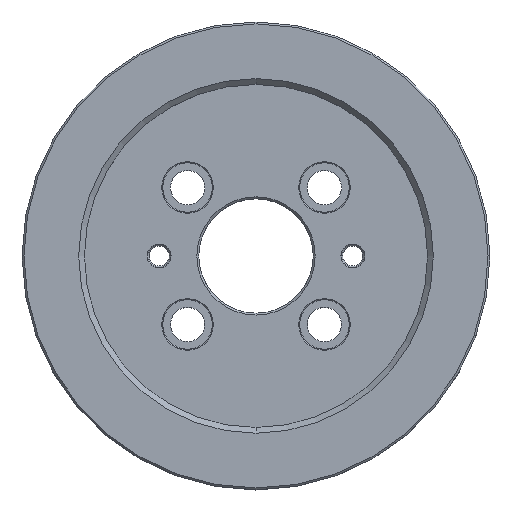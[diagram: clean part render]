
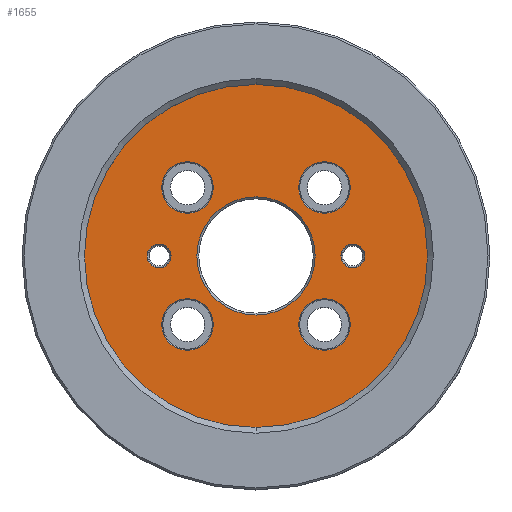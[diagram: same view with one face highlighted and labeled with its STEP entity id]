
A CAD part, top view. The second image highlights one B-rep face of the part: STEP entity #1655.
In plain terms, the highlighted planar face has unit normal (0, 0, 1).
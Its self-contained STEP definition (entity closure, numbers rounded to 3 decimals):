
#247=CARTESIAN_POINT('',(0.,0.,42.));
#248=DIRECTION('',(0.,0.,-1.));
#249=DIRECTION('',(0.,1.,0.));
#250=AXIS2_PLACEMENT_3D('',#247,#248,#249);
#252=CARTESIAN_POINT('',(0.,0.,
42.));
#253=DIRECTION('',(0.,0.,-1.));
#254=DIRECTION('',(0.,-1.,0.));
#255=AXIS2_PLACEMENT_3D('',#252,#253,#254);
#257=CARTESIAN_POINT('',(-35.921,35.921,42.));
#258=DIRECTION('',(0.,0.,-1.));
#259=DIRECTION('',(-1.,0.,0.));
#260=AXIS2_PLACEMENT_3D('',#257,#258,#259);
#262=CARTESIAN_POINT('',(-35.921,35.921,42.));
#263=DIRECTION('',(0.,0.,-1.));
#264=DIRECTION('',(1.,0.,0.));
#265=AXIS2_PLACEMENT_3D('',#262,#263,#264);
#267=CARTESIAN_POINT('',(-35.921,-35.921,42.));
#268=DIRECTION('',(0.,0.,-1.));
#269=DIRECTION('',(1.,0.,0.));
#270=AXIS2_PLACEMENT_3D('',#267,#268,#269);
#272=CARTESIAN_POINT('',(-35.921,-35.921,42.));
#273=DIRECTION('',(0.,0.,-1.));
#274=DIRECTION('',(-1.,0.,0.));
#275=AXIS2_PLACEMENT_3D('',#272,#273,#274);
#277=CARTESIAN_POINT('',(35.921,-35.921,42.));
#278=DIRECTION('',(0.,0.,-1.));
#279=DIRECTION('',(1.,0.,0.));
#280=AXIS2_PLACEMENT_3D('',#277,#278,#279);
#282=CARTESIAN_POINT('',(35.921,-35.921,42.));
#283=DIRECTION('',(0.,0.,-1.));
#284=DIRECTION('',(-1.,0.,0.));
#285=AXIS2_PLACEMENT_3D('',#282,#283,#284);
#287=CARTESIAN_POINT('',(35.921,35.921,42.));
#288=DIRECTION('',(0.,0.,-1.));
#289=DIRECTION('',(1.,0.,0.));
#290=AXIS2_PLACEMENT_3D('',#287,#288,#289);
#292=CARTESIAN_POINT('',(35.921,35.921,42.));
#293=DIRECTION('',(0.,0.,-1.));
#294=DIRECTION('',(-1.,0.,0.));
#295=AXIS2_PLACEMENT_3D('',#292,#293,#294);
#297=CARTESIAN_POINT('',(50.8,0.,42.));
#298=DIRECTION('',(0.,0.,1.));
#299=DIRECTION('',(-1.,0.,0.));
#300=AXIS2_PLACEMENT_3D('',#297,#298,#299);
#302=CARTESIAN_POINT('',(50.8,0.,42.));
#303=DIRECTION('',(0.,0.,1.));
#304=DIRECTION('',(1.,0.,0.));
#305=AXIS2_PLACEMENT_3D('',#302,#303,#304);
#307=CARTESIAN_POINT('',(-50.8,0.,42.));
#308=DIRECTION('',(0.,0.,1.));
#309=DIRECTION('',(1.,0.,0.));
#310=AXIS2_PLACEMENT_3D('',#307,#308,#309);
#312=CARTESIAN_POINT('',(-50.8,0.,42.));
#313=DIRECTION('',(0.,0.,1.));
#314=DIRECTION('',(-1.,0.,0.));
#315=AXIS2_PLACEMENT_3D('',#312,#313,#314);
#322=CARTESIAN_POINT('',(0.,0.,42.));
#323=DIRECTION('',(0.,0.,-1.));
#324=DIRECTION('',(0.,1.,0.));
#325=AXIS2_PLACEMENT_3D('',#322,#323,#324);
#815=CARTESIAN_POINT('',(0.,0.,42.));
#816=DIRECTION('',(0.,0.,1.));
#817=DIRECTION('',(0.,1.,0.));
#818=AXIS2_PLACEMENT_3D('',#815,#816,#817);
#1292=CARTESIAN_POINT('',(0.,90.,42.));
#1293=CARTESIAN_POINT('',(0.,-90.,42.));
#1294=VERTEX_POINT('',#1292);
#1295=VERTEX_POINT('',#1293);
#1304=CARTESIAN_POINT('',(0.,31.,42.));
#1305=CARTESIAN_POINT('',(0.,-31.,42.));
#1306=VERTEX_POINT('',#1304);
#1307=VERTEX_POINT('',#1305);
#1312=CARTESIAN_POINT('',(-49.421,35.921,42.));
#1313=CARTESIAN_POINT('',(-22.421,35.921,42.));
#1314=VERTEX_POINT('',#1312);
#1315=VERTEX_POINT('',#1313);
#1320=CARTESIAN_POINT('',(-22.421,-35.921,
42.));
#1321=CARTESIAN_POINT('',(-49.421,-35.921,
42.));
#1322=VERTEX_POINT('',#1320);
#1323=VERTEX_POINT('',#1321);
#1328=CARTESIAN_POINT('',(49.421,-35.921,42.));
#1329=CARTESIAN_POINT('',(22.421,-35.921,42.));
#1330=VERTEX_POINT('',#1328);
#1331=VERTEX_POINT('',#1329);
#1336=CARTESIAN_POINT('',(49.421,35.921,42.));
#1337=CARTESIAN_POINT('',(22.421,35.921,42.));
#1338=VERTEX_POINT('',#1336);
#1339=VERTEX_POINT('',#1337);
#1352=CARTESIAN_POINT('',(44.55,0.,42.));
#1353=CARTESIAN_POINT('',(57.05,0.,42.));
#1354=VERTEX_POINT('',#1352);
#1355=VERTEX_POINT('',#1353);
#1364=CARTESIAN_POINT('',(-44.55,0.,42.));
#1365=CARTESIAN_POINT('',(-57.05,0.,42.));
#1366=VERTEX_POINT('',#1364);
#1367=VERTEX_POINT('',#1365);
#1603=CARTESIAN_POINT('',(0.,0.,42.));
#1604=DIRECTION('',(0.,0.,-1.));
#1605=DIRECTION('',(0.,-1.,0.));
#1606=AXIS2_PLACEMENT_3D('',#1603,#1604,#1605);
#1607=PLANE('',#1606);
#1609=ORIENTED_EDGE('',*,*,#1608,.T.);
#1611=ORIENTED_EDGE('',*,*,#1610,.F.);
#1612=EDGE_LOOP('',(#1609,#1611));
#1613=FACE_OUTER_BOUND('',#1612,.F.);
#1615=ORIENTED_EDGE('',*,*,#1614,.F.);
#1616=ORIENTED_EDGE('',*,*,#1593,.F.);
#1617=EDGE_LOOP('',(#1615,#1616));
#1618=FACE_BOUND('',#1617,.F.);
#1620=ORIENTED_EDGE('',*,*,#1619,.F.);
#1622=ORIENTED_EDGE('',*,*,#1621,.F.);
#1623=EDGE_LOOP('',(#1620,#1622));
#1624=FACE_BOUND('',#1623,.F.);
#1626=ORIENTED_EDGE('',*,*,#1625,.F.);
#1628=ORIENTED_EDGE('',*,*,#1627,.F.);
#1629=EDGE_LOOP('',(#1626,#1628));
#1630=FACE_BOUND('',#1629,.F.);
#1632=ORIENTED_EDGE('',*,*,#1631,.F.);
#1634=ORIENTED_EDGE('',*,*,#1633,.F.);
#1635=EDGE_LOOP('',(#1632,#1634));
#1636=FACE_BOUND('',#1635,.F.);
#1638=ORIENTED_EDGE('',*,*,#1637,.F.);
#1640=ORIENTED_EDGE('',*,*,#1639,.F.);
#1641=EDGE_LOOP('',(#1638,#1640));
#1642=FACE_BOUND('',#1641,.F.);
#1644=ORIENTED_EDGE('',*,*,#1643,.T.);
#1646=ORIENTED_EDGE('',*,*,#1645,.T.);
#1647=EDGE_LOOP('',(#1644,#1646));
#1648=FACE_BOUND('',#1647,.F.);
#1650=ORIENTED_EDGE('',*,*,#1649,.T.);
#1652=ORIENTED_EDGE('',*,*,#1651,.T.);
#1653=EDGE_LOOP('',(#1650,#1652));
#1654=FACE_BOUND('',#1653,.F.);
#1655=ADVANCED_FACE('',(#1613,#1618,#1624,#1630,#1636,#1642,#1648,#1654),#1607,
.F.);
#251=CIRCLE('',#250,31.);
#256=CIRCLE('',#255,31.);
#261=CIRCLE('',#260,13.5);
#266=CIRCLE('',#265,13.5);
#271=CIRCLE('',#270,13.5);
#276=CIRCLE('',#275,13.5);
#281=CIRCLE('',#280,13.5);
#286=CIRCLE('',#285,13.5);
#291=CIRCLE('',#290,13.5);
#296=CIRCLE('',#295,13.5);
#301=CIRCLE('',#300,6.25);
#306=CIRCLE('',#305,6.25);
#311=CIRCLE('',#310,6.25);
#316=CIRCLE('',#315,6.25);
#326=CIRCLE('',#325,90.);
#819=CIRCLE('',#818,90.);
#1593=EDGE_CURVE('',#1307,#1306,#256,.T.);
#1608=EDGE_CURVE('',#1294,#1295,#326,.T.);
#1610=EDGE_CURVE('',#1294,#1295,#819,.T.);
#1614=EDGE_CURVE('',#1306,#1307,#251,.T.);
#1619=EDGE_CURVE('',#1314,#1315,#261,.T.);
#1621=EDGE_CURVE('',#1315,#1314,#266,.T.);
#1625=EDGE_CURVE('',#1322,#1323,#271,.T.);
#1627=EDGE_CURVE('',#1323,#1322,#276,.T.);
#1631=EDGE_CURVE('',#1330,#1331,#281,.T.);
#1633=EDGE_CURVE('',#1331,#1330,#286,.T.);
#1637=EDGE_CURVE('',#1338,#1339,#291,.T.);
#1639=EDGE_CURVE('',#1339,#1338,#296,.T.);
#1643=EDGE_CURVE('',#1354,#1355,#301,.T.);
#1645=EDGE_CURVE('',#1355,#1354,#306,.T.);
#1649=EDGE_CURVE('',#1366,#1367,#311,.T.);
#1651=EDGE_CURVE('',#1367,#1366,#316,.T.);
